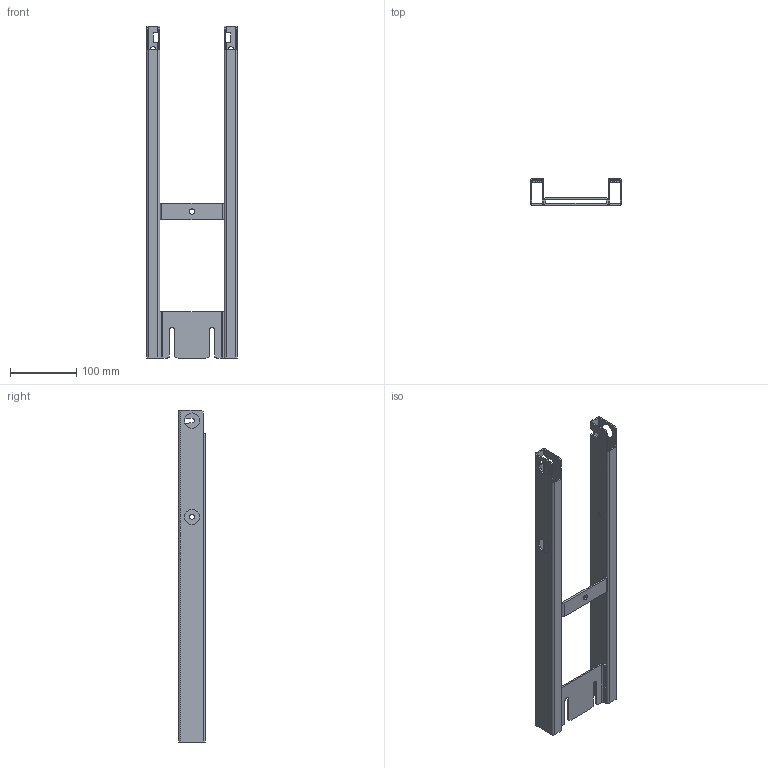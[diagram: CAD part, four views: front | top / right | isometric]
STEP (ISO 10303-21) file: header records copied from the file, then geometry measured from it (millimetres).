
FILE_DESCRIPTION((''),'2;1');
FILE_NAME('JC35TS-0968','2021-01-04T15:15:45',('Administrator'),('捷昌驱动'),'CREO PARAMETRIC BY PTC INC, 2018100','CREO PARAMETRIC BY PTC INC, 2018100','');
FILE_SCHEMA(('CONFIG_CONTROL_DESIGN'));
Length unit declared in the file: millimetre
Products named in the file (1): JC35TS-0968
Bounding box: 137 x 40 x 500 mm (x, y, z)
Volume: 237340.4 mm3; surface area: 232220.5 mm2
Topology: 1 solids, 5 shells, 372 faces, 1068 edges, 709 vertices
Faces by surface type: plane 153, extrusion 133, cylinder 86
Entity records: 12758 total; most frequent: CARTESIAN_POINT 3259, ORIENTED_EDGE 2120, DIRECTION 1590, EDGE_CURVE 1068, VECTOR 758, VERTEX_POINT 709, LINE 625, EDGE_LOOP 419
